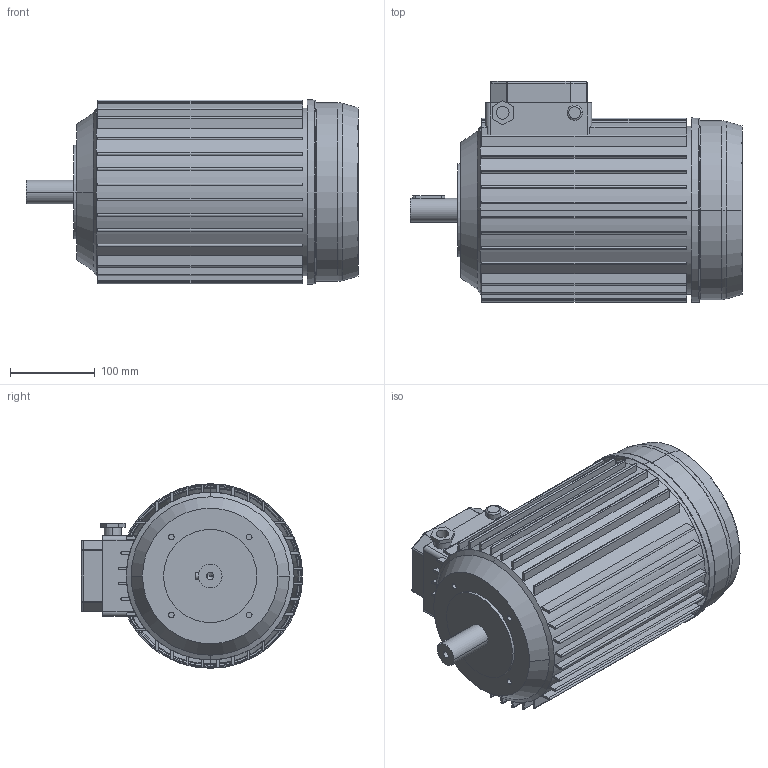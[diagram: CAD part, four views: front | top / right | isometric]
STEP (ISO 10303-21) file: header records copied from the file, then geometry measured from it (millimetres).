
FILE_DESCRIPTION (( 'STEP AP214' ), '1' );
FILE_NAME ('Motor 112 con brida B14.STEP', '2009-04-29T08:05:31', ( 'Enginy' ), ( 'Usuario' ), 'SwSTEP 2.0', 'SolidWorks 2009', '' );
FILE_SCHEMA (( 'AUTOMOTIVE_DESIGN' ));
Length unit declared in the file: millimetre
Products named in the file (4): Tapa 112 (para bridas B-5, B-5R y B-14); Cuerpo 112 (para brida B-5 , B-14); Brida B-14 para motores 112; Motor 112 con brida B14
Assembly tree (3 placements, depth 2):
  Motor 112 con brida B14
    Brida B-14 para motores 112
    Tapa 112 (para bridas B-5, B-5R y B-14)
    Cuerpo 112 (para brida B-5 , B-14)
Bounding box: 392 x 261 x 218 mm (x, y, z)
Volume: 10156648.9 mm3; surface area: 611221.1 mm2
Topology: 3 solids, 3 shells, 601 faces, 1633 edges, 1065 vertices
Faces by surface type: plane 465, cylinder 96, cone 18, torus 14, sphere 8
Entity records: 19414 total; most frequent: CARTESIAN_POINT 3509, ORIENTED_EDGE 3246, DIRECTION 3125, EDGE_CURVE 1623, LINE 1303, VECTOR 1303, VERTEX_POINT 1065, AXIS2_PLACEMENT_3D 911
